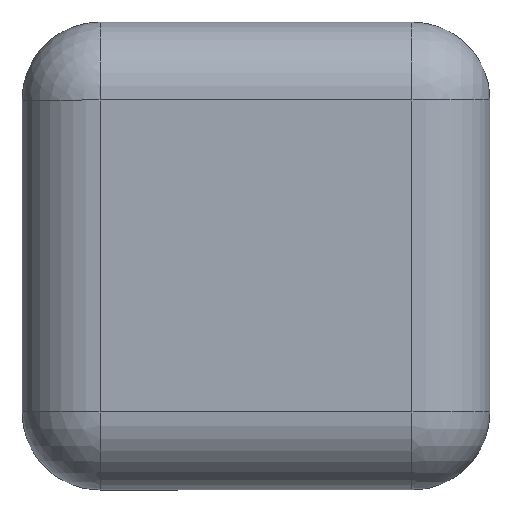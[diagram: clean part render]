
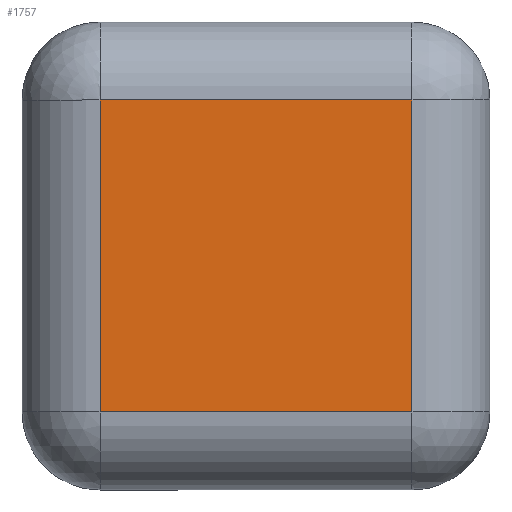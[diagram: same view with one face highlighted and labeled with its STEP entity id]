
A CAD part, front view. The second image highlights one B-rep face of the part: STEP entity #1757.
In plain terms, the highlighted planar face has unit normal (0, -1, 0).
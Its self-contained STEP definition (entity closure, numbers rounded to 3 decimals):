
#1085 = CYLINDRICAL_SURFACE('',#1086,0.05);
#1086 = AXIS2_PLACEMENT_3D('',#1087,#1088,#1089);
#1087 = CARTESIAN_POINT('',(0.15,-0.25,0.25));
#1088 = DIRECTION('',(-1.,0.,0.));
#1089 = DIRECTION('',(0.,0.,1.));
#1409 = VERTEX_POINT('',#1410);
#1410 = CARTESIAN_POINT('',(0.1,-0.3,0.25));
#1430 = EDGE_CURVE('',#1409,#1431,#1433,.T.);
#1431 = VERTEX_POINT('',#1432);
#1432 = CARTESIAN_POINT('',(-0.1,-0.3,0.25));
#1433 = SURFACE_CURVE('',#1434,(#1438,#1444),.PCURVE_S1.);
#1434 = LINE('',#1435,#1436);
#1435 = CARTESIAN_POINT('',(0.15,-0.3,0.25));
#1436 = VECTOR('',#1437,1.);
#1437 = DIRECTION('',(-1.,0.,0.));
#1438 = PCURVE('',#1085,#1439);
#1439 = DEFINITIONAL_REPRESENTATION('',(#1440),#1443);
#1440 = B_SPLINE_CURVE_WITH_KNOTS('',1,(#1441,#1442),.UNSPECIFIED.,.F.,
  .F.,(2,2),(0.05,0.25),.PIECEWISE_BEZIER_KNOTS.);
#1441 = CARTESIAN_POINT('',(-1.571,0.05));
#1442 = CARTESIAN_POINT('',(-1.571,0.25));
#1443 = ( GEOMETRIC_REPRESENTATION_CONTEXT(2) 
PARAMETRIC_REPRESENTATION_CONTEXT() REPRESENTATION_CONTEXT('2D SPACE',''
  ) );
#1444 = PCURVE('',#1445,#1450);
#1445 = PLANE('',#1446);
#1446 = AXIS2_PLACEMENT_3D('',#1447,#1448,#1449);
#1447 = CARTESIAN_POINT('',(0.15,-0.3,0.3));
#1448 = DIRECTION('',(0.,-1.,0.));
#1449 = DIRECTION('',(0.,0.,-1.));
#1450 = DEFINITIONAL_REPRESENTATION('',(#1451),#1454);
#1451 = B_SPLINE_CURVE_WITH_KNOTS('',1,(#1452,#1453),.UNSPECIFIED.,.F.,
  .F.,(2,2),(0.05,0.25),.PIECEWISE_BEZIER_KNOTS.);
#1452 = CARTESIAN_POINT('',(0.05,-0.05));
#1453 = CARTESIAN_POINT('',(0.05,-0.25));
#1454 = ( GEOMETRIC_REPRESENTATION_CONTEXT(2) 
PARAMETRIC_REPRESENTATION_CONTEXT() REPRESENTATION_CONTEXT('2D SPACE',''
  ) );
#1514 = CYLINDRICAL_SURFACE('',#1515,0.05);
#1515 = AXIS2_PLACEMENT_3D('',#1516,#1517,#1518);
#1516 = CARTESIAN_POINT('',(0.1,-0.25,0.));
#1517 = DIRECTION('',(0.,0.,1.));
#1518 = DIRECTION('',(1.,0.,0.));
#1546 = CYLINDRICAL_SURFACE('',#1547,0.05);
#1547 = AXIS2_PLACEMENT_3D('',#1548,#1549,#1550);
#1548 = CARTESIAN_POINT('',(-0.1,-0.25,0.3));
#1549 = DIRECTION('',(0.,0.,-1.));
#1550 = DIRECTION('',(-1.,0.,0.));
#1696 = CYLINDRICAL_SURFACE('',#1697,0.05);
#1697 = AXIS2_PLACEMENT_3D('',#1698,#1699,#1700);
#1698 = CARTESIAN_POINT('',(-0.15,-0.25,0.05));
#1699 = DIRECTION('',(1.,0.,0.));
#1700 = DIRECTION('',(0.,0.,-1.));
#1757 = ADVANCED_FACE('',(#1758),#1445,.T.);
#1758 = FACE_BOUND('',#1759,.F.);
#1759 = EDGE_LOOP('',(#1760,#1761,#1782,#1803));
#1760 = ORIENTED_EDGE('',*,*,#1430,.F.);
#1761 = ORIENTED_EDGE('',*,*,#1762,.F.);
#1762 = EDGE_CURVE('',#1763,#1409,#1765,.T.);
#1763 = VERTEX_POINT('',#1764);
#1764 = CARTESIAN_POINT('',(0.1,-0.3,0.05));
#1765 = SURFACE_CURVE('',#1766,(#1770,#1776),.PCURVE_S1.);
#1766 = LINE('',#1767,#1768);
#1767 = CARTESIAN_POINT('',(0.1,-0.3,0.));
#1768 = VECTOR('',#1769,1.);
#1769 = DIRECTION('',(0.,0.,1.));
#1770 = PCURVE('',#1445,#1771);
#1771 = DEFINITIONAL_REPRESENTATION('',(#1772),#1775);
#1772 = B_SPLINE_CURVE_WITH_KNOTS('',1,(#1773,#1774),.UNSPECIFIED.,.F.,
  .F.,(2,2),(0.05,0.25),.PIECEWISE_BEZIER_KNOTS.);
#1773 = CARTESIAN_POINT('',(0.25,-0.05));
#1774 = CARTESIAN_POINT('',(0.05,-0.05));
#1775 = ( GEOMETRIC_REPRESENTATION_CONTEXT(2) 
PARAMETRIC_REPRESENTATION_CONTEXT() REPRESENTATION_CONTEXT('2D SPACE',''
  ) );
#1776 = PCURVE('',#1514,#1777);
#1777 = DEFINITIONAL_REPRESENTATION('',(#1778),#1781);
#1778 = B_SPLINE_CURVE_WITH_KNOTS('',1,(#1779,#1780),.UNSPECIFIED.,.F.,
  .F.,(2,2),(0.05,0.25),.PIECEWISE_BEZIER_KNOTS.);
#1779 = CARTESIAN_POINT('',(-1.571,0.05));
#1780 = CARTESIAN_POINT('',(-1.571,0.25));
#1781 = ( GEOMETRIC_REPRESENTATION_CONTEXT(2) 
PARAMETRIC_REPRESENTATION_CONTEXT() REPRESENTATION_CONTEXT('2D SPACE',''
  ) );
#1782 = ORIENTED_EDGE('',*,*,#1783,.F.);
#1783 = EDGE_CURVE('',#1784,#1763,#1786,.T.);
#1784 = VERTEX_POINT('',#1785);
#1785 = CARTESIAN_POINT('',(-0.1,-0.3,0.05));
#1786 = SURFACE_CURVE('',#1787,(#1791,#1797),.PCURVE_S1.);
#1787 = LINE('',#1788,#1789);
#1788 = CARTESIAN_POINT('',(-0.15,-0.3,0.05));
#1789 = VECTOR('',#1790,1.);
#1790 = DIRECTION('',(1.,0.,0.));
#1791 = PCURVE('',#1445,#1792);
#1792 = DEFINITIONAL_REPRESENTATION('',(#1793),#1796);
#1793 = B_SPLINE_CURVE_WITH_KNOTS('',1,(#1794,#1795),.UNSPECIFIED.,.F.,
  .F.,(2,2),(0.05,0.25),.PIECEWISE_BEZIER_KNOTS.);
#1794 = CARTESIAN_POINT('',(0.25,-0.25));
#1795 = CARTESIAN_POINT('',(0.25,-0.05));
#1796 = ( GEOMETRIC_REPRESENTATION_CONTEXT(2) 
PARAMETRIC_REPRESENTATION_CONTEXT() REPRESENTATION_CONTEXT('2D SPACE',''
  ) );
#1797 = PCURVE('',#1696,#1798);
#1798 = DEFINITIONAL_REPRESENTATION('',(#1799),#1802);
#1799 = B_SPLINE_CURVE_WITH_KNOTS('',1,(#1800,#1801),.UNSPECIFIED.,.F.,
  .F.,(2,2),(0.05,0.25),.PIECEWISE_BEZIER_KNOTS.);
#1800 = CARTESIAN_POINT('',(-1.571,0.05));
#1801 = CARTESIAN_POINT('',(-1.571,0.25));
#1802 = ( GEOMETRIC_REPRESENTATION_CONTEXT(2) 
PARAMETRIC_REPRESENTATION_CONTEXT() REPRESENTATION_CONTEXT('2D SPACE',''
  ) );
#1803 = ORIENTED_EDGE('',*,*,#1804,.F.);
#1804 = EDGE_CURVE('',#1431,#1784,#1805,.T.);
#1805 = SURFACE_CURVE('',#1806,(#1810,#1816),.PCURVE_S1.);
#1806 = LINE('',#1807,#1808);
#1807 = CARTESIAN_POINT('',(-0.1,-0.3,0.3));
#1808 = VECTOR('',#1809,1.);
#1809 = DIRECTION('',(0.,0.,-1.));
#1810 = PCURVE('',#1445,#1811);
#1811 = DEFINITIONAL_REPRESENTATION('',(#1812),#1815);
#1812 = B_SPLINE_CURVE_WITH_KNOTS('',1,(#1813,#1814),.UNSPECIFIED.,.F.,
  .F.,(2,2),(0.05,0.25),.PIECEWISE_BEZIER_KNOTS.);
#1813 = CARTESIAN_POINT('',(0.05,-0.25));
#1814 = CARTESIAN_POINT('',(0.25,-0.25));
#1815 = ( GEOMETRIC_REPRESENTATION_CONTEXT(2) 
PARAMETRIC_REPRESENTATION_CONTEXT() REPRESENTATION_CONTEXT('2D SPACE',''
  ) );
#1816 = PCURVE('',#1546,#1817);
#1817 = DEFINITIONAL_REPRESENTATION('',(#1818),#1821);
#1818 = B_SPLINE_CURVE_WITH_KNOTS('',1,(#1819,#1820),.UNSPECIFIED.,.F.,
  .F.,(2,2),(0.05,0.25),.PIECEWISE_BEZIER_KNOTS.);
#1819 = CARTESIAN_POINT('',(-1.571,0.05));
#1820 = CARTESIAN_POINT('',(-1.571,0.25));
#1821 = ( GEOMETRIC_REPRESENTATION_CONTEXT(2) 
PARAMETRIC_REPRESENTATION_CONTEXT() REPRESENTATION_CONTEXT('2D SPACE',''
  ) );
